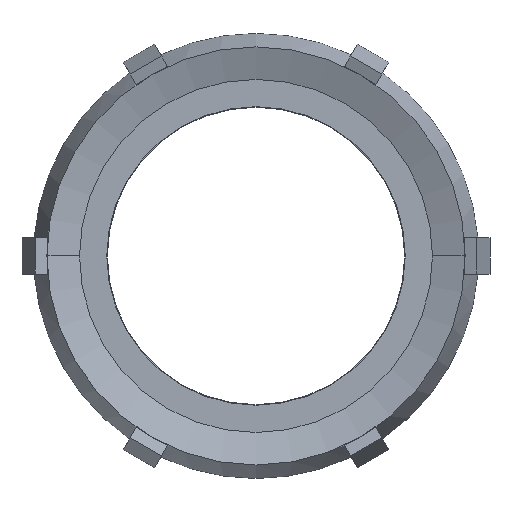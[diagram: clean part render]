
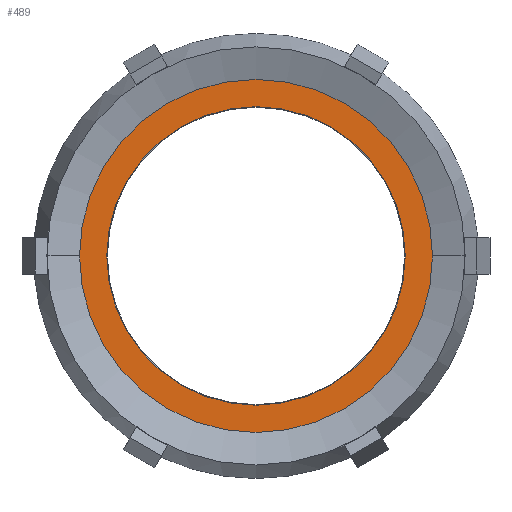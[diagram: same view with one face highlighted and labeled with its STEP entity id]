
A CAD part, top view. The second image highlights one B-rep face of the part: STEP entity #489.
In plain terms, the highlighted planar face has unit normal (0, 0, 1).
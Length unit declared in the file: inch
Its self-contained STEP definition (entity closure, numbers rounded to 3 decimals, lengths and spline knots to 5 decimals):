
#242 = EDGE_CURVE ( 'NONE', #243, #310, #1451, .T. ) ;
#243 = VERTEX_POINT ( 'NONE', #1446 ) ;
#296 = EDGE_CURVE ( 'NONE', #297, #298, #1646, .T. ) ;
#297 = VERTEX_POINT ( 'NONE', #1637 ) ;
#298 = VERTEX_POINT ( 'NONE', #1636 ) ;
#310 = VERTEX_POINT ( 'NONE', #1620 ) ;
#489 = ADVANCED_FACE ( 'NONE', ( #2021, #2015 ), #2014, .F. ) ;
#490 = EDGE_LOOP ( 'NONE', ( #492, #562 ) ) ;
#491 = EDGE_CURVE ( 'NONE', #310, #243, #2008, .T. ) ;
#492 = ORIENTED_EDGE ( 'NONE', *, *, #296, .F. ) ;
#503 = EDGE_CURVE ( 'NONE', #298, #297, #1899, .T. ) ;
#559 = ORIENTED_EDGE ( 'NONE', *, *, #491, .T. ) ;
#560 = EDGE_LOOP ( 'NONE', ( #561, #559 ) ) ;
#561 = ORIENTED_EDGE ( 'NONE', *, *, #242, .T. ) ;
#562 = ORIENTED_EDGE ( 'NONE', *, *, #503, .F. ) ;
#1446 = CARTESIAN_POINT ( 'NONE',  ( -0.825, 0., 0.10449 ) ) ;
#1447 = DIRECTION ( 'NONE',  ( -1., 0., 0. ) ) ;
#1448 = DIRECTION ( 'NONE',  ( 0., 0., -1. ) ) ;
#1449 = CARTESIAN_POINT ( 'NONE',  ( 0., 0., 0.10449 ) ) ;
#1450 = AXIS2_PLACEMENT_3D ( 'NONE', #1449, #1448, #1447 ) ;
#1451 = CIRCLE ( 'NONE', #1450, 0.825 ) ;
#1620 = CARTESIAN_POINT ( 'NONE',  ( 0.825, 0., 0.10449 ) ) ;
#1636 = CARTESIAN_POINT ( 'NONE',  ( -0.97557, 0., 0.10449 ) ) ;
#1637 = CARTESIAN_POINT ( 'NONE',  ( 0.97557, 0., 0.10449 ) ) ;
#1638 = DIRECTION ( 'NONE',  ( -1., 0., 0. ) ) ;
#1639 = DIRECTION ( 'NONE',  ( 0., 0., -1. ) ) ;
#1640 = CARTESIAN_POINT ( 'NONE',  ( 0., 0., 0.10449 ) ) ;
#1641 = AXIS2_PLACEMENT_3D ( 'NONE', #1640, #1639, #1638 ) ;
#1646 = CIRCLE ( 'NONE', #1641, 0.97557 ) ;
#1895 = DIRECTION ( 'NONE',  ( -1., 0., 0. ) ) ;
#1896 = DIRECTION ( 'NONE',  ( 0., 0., -1. ) ) ;
#1897 = CARTESIAN_POINT ( 'NONE',  ( 0., 0., 0.10449 ) ) ;
#1898 = AXIS2_PLACEMENT_3D ( 'NONE', #1897, #1896, #1895 ) ;
#1899 = CIRCLE ( 'NONE', #1898, 0.97557 ) ;
#2005 = DIRECTION ( 'NONE',  ( -1., 0., 0. ) ) ;
#2006 = DIRECTION ( 'NONE',  ( 0., 0., -1. ) ) ;
#2007 = AXIS2_PLACEMENT_3D ( 'NONE', #2012, #2006, #2005 ) ;
#2008 = CIRCLE ( 'NONE', #2007, 0.825 ) ;
#2009 = DIRECTION ( 'NONE',  ( -1., 0., 0. ) ) ;
#2010 = DIRECTION ( 'NONE',  ( 0., 0., -1. ) ) ;
#2011 = AXIS2_PLACEMENT_3D ( 'NONE', #2013, #2010, #2009 ) ;
#2012 = CARTESIAN_POINT ( 'NONE',  ( 0., 0., 0.10449 ) ) ;
#2013 = CARTESIAN_POINT ( 'NONE',  ( 0.97557, 0., 0.10449 ) ) ;
#2014 = PLANE ( 'NONE',  #2011 ) ;
#2015 = FACE_OUTER_BOUND ( 'NONE', #490, .T. ) ;
#2021 = FACE_BOUND ( 'NONE', #560, .T. ) ;
